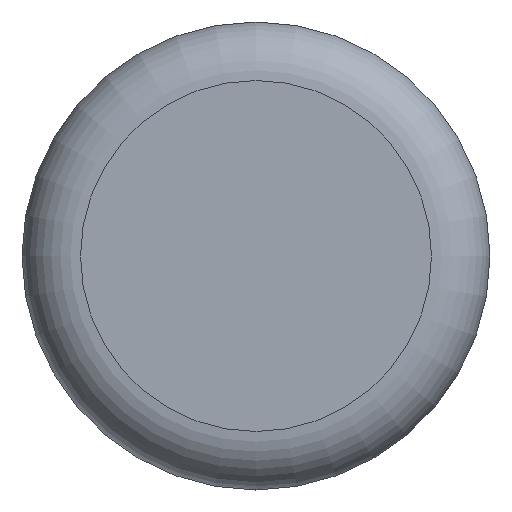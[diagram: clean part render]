
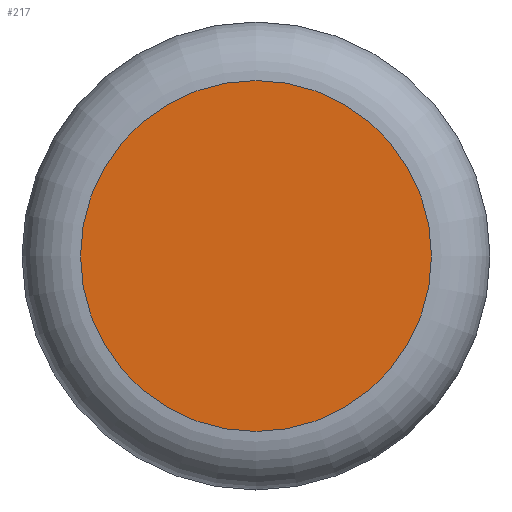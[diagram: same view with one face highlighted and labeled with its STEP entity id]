
A CAD part, front view. The second image highlights one B-rep face of the part: STEP entity #217.
In plain terms, the highlighted planar face has unit normal (0, -1, 0).
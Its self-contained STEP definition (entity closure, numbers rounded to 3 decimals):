
#63 = TOROIDAL_SURFACE('',#64,3.,1.);
#64 = AXIS2_PLACEMENT_3D('',#65,#66,#67);
#65 = CARTESIAN_POINT('',(0.,-29.4,0.));
#66 = DIRECTION('',(0.,-1.,0.));
#67 = DIRECTION('',(1.,0.,0.));
#161 = VERTEX_POINT('',#162);
#162 = CARTESIAN_POINT('',(3.,-30.4,0.));
#184 = EDGE_CURVE('',#161,#161,#185,.T.);
#185 = SURFACE_CURVE('',#186,(#191,#197),.PCURVE_S1.);
#186 = CIRCLE('',#187,3.);
#187 = AXIS2_PLACEMENT_3D('',#188,#189,#190);
#188 = CARTESIAN_POINT('',(0.,-30.4,0.)
  );
#189 = DIRECTION('',(0.,-1.,0.));
#190 = DIRECTION('',(1.,0.,0.));
#191 = PCURVE('',#63,#192);
#192 = DEFINITIONAL_REPRESENTATION('',(#193),#196);
#193 = B_SPLINE_CURVE_WITH_KNOTS('',1,(#194,#195),.UNSPECIFIED.,.F.,.F.,
  (2,2),(0.,6.283),.PIECEWISE_BEZIER_KNOTS.);
#194 = CARTESIAN_POINT('',(0.,1.571));
#195 = CARTESIAN_POINT('',(6.283,1.571));
#196 = ( GEOMETRIC_REPRESENTATION_CONTEXT(2) 
PARAMETRIC_REPRESENTATION_CONTEXT() REPRESENTATION_CONTEXT('2D SPACE',''
  ) );
#197 = PCURVE('',#198,#203);
#198 = PLANE('',#199);
#199 = AXIS2_PLACEMENT_3D('',#200,#201,#202);
#200 = CARTESIAN_POINT('',(0.,-30.4,0.)
  );
#201 = DIRECTION('',(0.,1.,0.));
#202 = DIRECTION('',(0.,0.,1.));
#203 = DEFINITIONAL_REPRESENTATION('',(#204),#212);
#204 = ( BOUNDED_CURVE() B_SPLINE_CURVE(2,(#205,#206,#207,#208,#209,#210
,#211),.UNSPECIFIED.,.T.,.F.) B_SPLINE_CURVE_WITH_KNOTS((1,2,2,2,2,1),(
    -2.094,0.,2.094,4.189,6.283,
8.378),.UNSPECIFIED.) CURVE() GEOMETRIC_REPRESENTATION_ITEM() 
RATIONAL_B_SPLINE_CURVE((1.,0.5,1.,0.5,1.,0.5,1.)) REPRESENTATION_ITEM(
  '') );
#205 = CARTESIAN_POINT('',(0.,3.));
#206 = CARTESIAN_POINT('',(5.196,3.));
#207 = CARTESIAN_POINT('',(2.598,-1.5));
#208 = CARTESIAN_POINT('',(0.,-6.));
#209 = CARTESIAN_POINT('',(-2.598,-1.5));
#210 = CARTESIAN_POINT('',(-5.196,3.));
#211 = CARTESIAN_POINT('',(0.,3.));
#212 = ( GEOMETRIC_REPRESENTATION_CONTEXT(2) 
PARAMETRIC_REPRESENTATION_CONTEXT() REPRESENTATION_CONTEXT('2D SPACE',''
  ) );
#217 = ADVANCED_FACE('',(#218),#198,.F.);
#218 = FACE_BOUND('',#219,.F.);
#219 = EDGE_LOOP('',(#220));
#220 = ORIENTED_EDGE('',*,*,#184,.F.);
